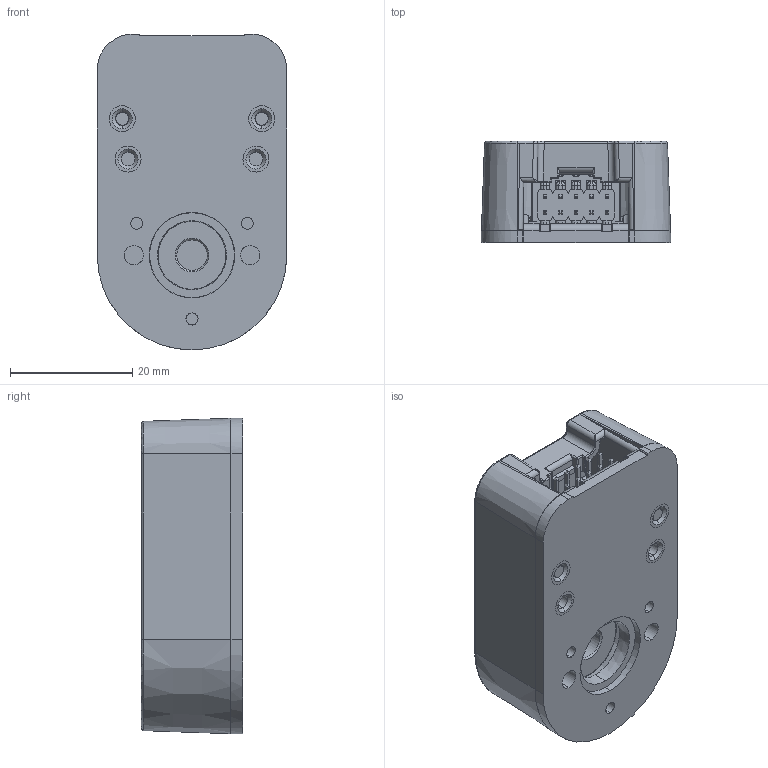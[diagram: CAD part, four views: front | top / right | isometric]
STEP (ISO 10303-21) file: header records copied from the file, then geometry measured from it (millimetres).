
FILE_DESCRIPTION (( 'STEP AP214' ), '1' );
FILE_NAME ('STP-MTRA-ENC1.STEP', '2018-07-30T22:18:13', ( '' ), ( '' ), 'SwSTEP 2.0', 'SolidWorks 2017', '' );
FILE_SCHEMA (( 'AUTOMOTIVE_DESIGN' ));
Length unit declared in the file: inch
Products named in the file (1): STP-MTRA-ENC1
Bounding box: 31.05 x 16.59 x 51.76 mm (x, y, z)
Volume: 12484.9 mm3; surface area: 13371.9 mm2
Topology: 29 solids, 29 shells, 1685 faces, 4136 edges, 2495 vertices
Faces by surface type: plane 780, cylinder 424, cone 353, bspline 128
Entity records: 58555 total; most frequent: CARTESIAN_POINT 16942, ORIENTED_EDGE 8152, DIRECTION 7641, EDGE_CURVE 4076, LINE 2551, VECTOR 2551, AXIS2_PLACEMENT_3D 2545, VERTEX_POINT 2495
